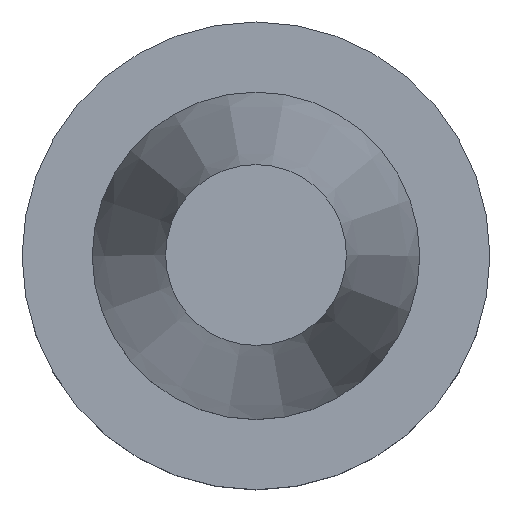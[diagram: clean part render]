
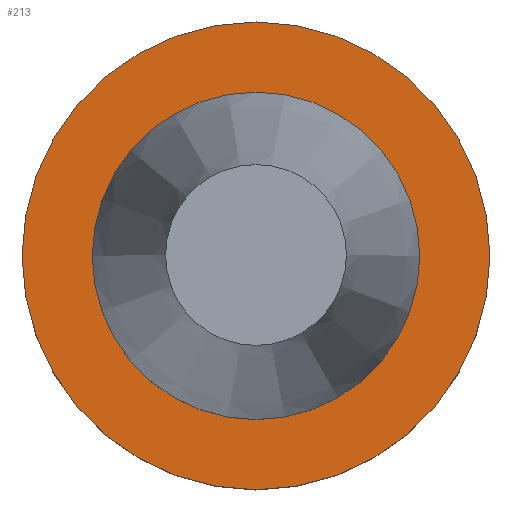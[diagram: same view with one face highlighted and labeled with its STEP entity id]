
A CAD part, top view. The second image highlights one B-rep face of the part: STEP entity #213.
In plain terms, the highlighted planar face has unit normal (0, 0, 1).
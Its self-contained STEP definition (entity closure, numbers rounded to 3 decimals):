
#11 = EDGE_LOOP ( 'NONE', ( #137 ) ) ;
#16 = ORIENTED_EDGE ( 'NONE', *, *, #37, .T. ) ;
#21 = EDGE_LOOP ( 'NONE', ( #16 ) ) ;
#37 = EDGE_CURVE ( 'NONE', #144, #144, #312, .T. ) ;
#50 = CARTESIAN_POINT ( 'NONE',  ( 0., 0., -3.175 ) ) ;
#52 = CARTESIAN_POINT ( 'NONE',  ( 22.225, 0., -3.175 ) ) ;
#59 = AXIS2_PLACEMENT_3D ( 'NONE', #324, #97, #346 ) ;
#66 = CIRCLE ( 'NONE', #333, 22.225 ) ;
#97 = DIRECTION ( 'NONE',  ( 0., 0., -1. ) ) ;
#109 = CARTESIAN_POINT ( 'NONE',  ( 31.75, 0., -3.175 ) ) ;
#123 = DIRECTION ( 'NONE',  ( 1., 0., 0. ) ) ;
#126 = AXIS2_PLACEMENT_3D ( 'NONE', #50, #397, #306 ) ;
#137 = ORIENTED_EDGE ( 'NONE', *, *, #148, .F. ) ;
#144 = VERTEX_POINT ( 'NONE', #109 ) ;
#148 = EDGE_CURVE ( 'NONE', #356, #356, #66, .T. ) ;
#156 = DIRECTION ( 'NONE',  ( 0., 0., 1. ) ) ;
#213 = ADVANCED_FACE ( 'NONE', ( #264, #352 ), #265, .F. ) ;
#264 = FACE_BOUND ( 'NONE', #11, .T. ) ;
#265 = PLANE ( 'NONE',  #59 ) ;
#306 = DIRECTION ( 'NONE',  ( 1., 0., 0. ) ) ;
#312 = CIRCLE ( 'NONE', #126, 31.75 ) ;
#324 = CARTESIAN_POINT ( 'NONE',  ( 0., 31.75, -3.175 ) ) ;
#333 = AXIS2_PLACEMENT_3D ( 'NONE', #376, #156, #123 ) ;
#346 = DIRECTION ( 'NONE',  ( -1., 0., 0. ) ) ;
#352 = FACE_OUTER_BOUND ( 'NONE', #21, .T. ) ;
#356 = VERTEX_POINT ( 'NONE', #52 ) ;
#376 = CARTESIAN_POINT ( 'NONE',  ( 0., 0., -3.175 ) ) ;
#397 = DIRECTION ( 'NONE',  ( 0., 0., 1. ) ) ;
